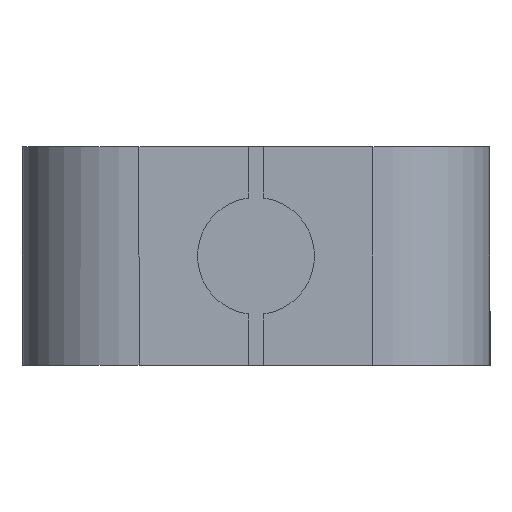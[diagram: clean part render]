
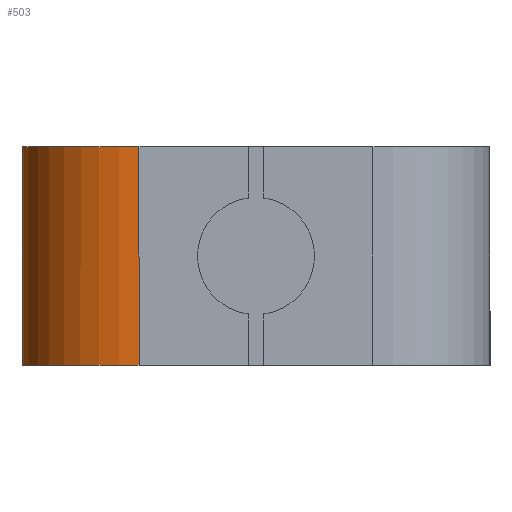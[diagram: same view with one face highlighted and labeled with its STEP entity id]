
A CAD part, left-side view. The second image highlights one B-rep face of the part: STEP entity #503.
In plain terms, the highlighted cylindrical face has radius 3 mm (diameter 6 mm), a partial arc.
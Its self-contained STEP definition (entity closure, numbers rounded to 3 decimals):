
#25=CYLINDRICAL_SURFACE('',#560,3.);
#29=CIRCLE('',#531,3.);
#45=CIRCLE('',#561,3.);
#67=FACE_OUTER_BOUND('',#93,.T.);
#93=EDGE_LOOP('',(#421,#422,#423,#424));
#130=LINE('',#804,#182);
#144=LINE('',#847,#196);
#182=VECTOR('',#638,10.);
#196=VECTOR('',#692,10.);
#221=VERTEX_POINT('',#762);
#222=VERTEX_POINT('',#764);
#238=VERTEX_POINT('',#802);
#247=VERTEX_POINT('',#845);
#270=EDGE_CURVE('',#222,#221,#29,.T.);
#291=EDGE_CURVE('',#221,#238,#130,.T.);
#312=EDGE_CURVE('',#238,#247,#45,.T.);
#313=EDGE_CURVE('',#247,#222,#144,.T.);
#421=ORIENTED_EDGE('',*,*,#312,.T.);
#422=ORIENTED_EDGE('',*,*,#313,.T.);
#423=ORIENTED_EDGE('',*,*,#270,.T.);
#424=ORIENTED_EDGE('',*,*,#291,.T.);
#503=ADVANCED_FACE('',(#67),#25,.T.);
#531=AXIS2_PLACEMENT_3D('',#765,#604,#605);
#560=AXIS2_PLACEMENT_3D('',#844,#688,#689);
#561=AXIS2_PLACEMENT_3D('',#846,#690,#691);
#604=DIRECTION('center_axis',(0.,0.,1.));
#605=DIRECTION('ref_axis',(-0.707,0.707,0.));
#638=DIRECTION('',(0.,0.,1.));
#688=DIRECTION('center_axis',(0.,0.,1.));
#689=DIRECTION('ref_axis',(-0.707,0.707,0.));
#690=DIRECTION('center_axis',(0.,0.,-1.));
#691=DIRECTION('ref_axis',(-0.707,0.707,0.));
#692=DIRECTION('',(0.,0.,-1.));
#762=CARTESIAN_POINT('',(0.,9.,0.));
#764=CARTESIAN_POINT('',(3.,12.,0.));
#765=CARTESIAN_POINT('Origin',(3.,9.,0.));
#802=CARTESIAN_POINT('',(0.,9.,5.6));
#804=CARTESIAN_POINT('',(0.,9.,0.));
#844=CARTESIAN_POINT('Origin',(3.,9.,0.));
#845=CARTESIAN_POINT('',(3.,12.,5.6));
#846=CARTESIAN_POINT('Origin',(3.,9.,5.6));
#847=CARTESIAN_POINT('',(3.,12.,0.));
